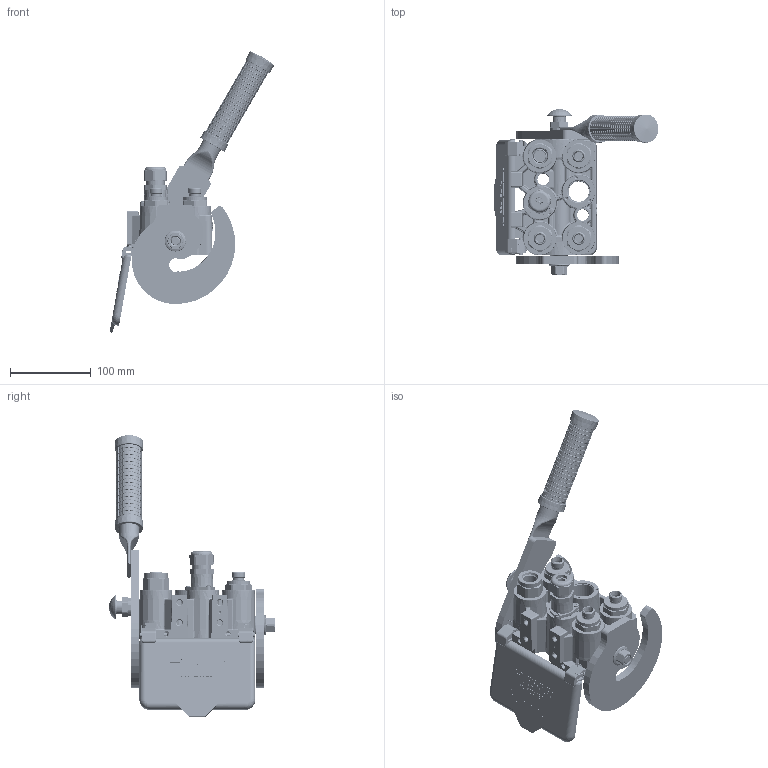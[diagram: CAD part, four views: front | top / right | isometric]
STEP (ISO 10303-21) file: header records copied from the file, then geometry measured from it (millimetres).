
FILE_DESCRIPTION (( 'STEP AP214' ), '1' );
FILE_NAME ('FASTER.step', '2025-02-25T11:00:59', ( '' ), ( '' ), 'SwSTEP 2.0', 'SolidWorks 2017', '' );
FILE_SCHEMA (( 'AUTOMOTIVE_DESIGN' ));
Length unit declared in the file: millimetre
Products named in the file (39): or2_62x17_86; 2ffnb12-12s_f; A_2ffnb12-2_16_f; P608_F_BASE; 1540_080_0012_000; 4830_001_0005_300; 4830_025_0000_001; 4850_001_0001_007; 2ffnb12-2_16_f; 4852_020_0001_001; 4830_025_1000_000; sicura_p5; 4850_024_0000_012; curs_molla_12; conn_3p_f; 4241_072_0000_200; 4830_044_0000_000; 4830_070_0000_001; 4340_014_0000_000; corpospel08-3f; 4820_024_1002_011; 4830_001_0005_301; 4850_024_1000_001; FASTER; et011; 4142_072_1000_300; 4830_046_0000_000; 4830_001_0004_000; 4830_022_0000_011; 4850_024_1000_001_ASM; 4850_024_0000_010; 4850_024_0000_020; 0048_042_0412_000; 4830_025_2000_000; or1_5x7_m; 4850_024_0000_022; A_2ffnb12-12s_f
Assembly tree (45 placements, depth 4):
  FASTER
    P608_F_BASE
      4852_020_0001_001
      4830_001_0004_000  x2
      4850_001_0001_007
      4830_001_0005_300
      4830_001_0005_301
    A_2ffnb12-12s_f
      curs_molla_12
        4340_014_0000_000
        4142_072_1000_300
      2ffnb12-12s_f
        2ffnb12-12s_f
    conn_3p_f
      corpospel08-3f
      4830_044_0000_000  x3
      4830_046_0000_000
      4241_072_0000_200
    A_2ffnb12-2_16_f  x3
      curs_molla_12
        4340_014_0000_000
        4142_072_1000_300
      2ffnb12-2_16_f
        2ffnb12-2_16_f
    4850_024_1000_001
      sicura_p5
        4830_025_0000_001
        or1_5x7_m
        0048_042_0412_000
      4850_024_1000_001_ASM
        4850_024_0000_010
        4820_024_1002_011
        4850_024_0000_022
      4830_025_2000_000
      1540_080_0012_000
      4850_024_0000_020
      4850_024_0000_012
      4830_070_0000_001
      4830_022_0000_011
      4830_025_1000_000
      or2_62x17_86  x2
    et011
Bounding box: 203.69 x 205.33 x 348.07 mm (x, y, z)
Volume: 274400.5 mm3; surface area: 386909.9 mm2
Topology: 28 solids, 90 shells, 7312 faces, 19803 edges, 12714 vertices
Faces by surface type: plane 3376, cylinder 2087, torus 769, cone 511, bspline 488, sphere 81
Entity records: 297016 total; most frequent: CARTESIAN_POINT 125886, ORIENTED_EDGE 34836, DIRECTION 29667, EDGE_CURVE 17898, VERTEX_POINT 11522, LINE 10267, VECTOR 10267, AXIS2_PLACEMENT_3D 9700
